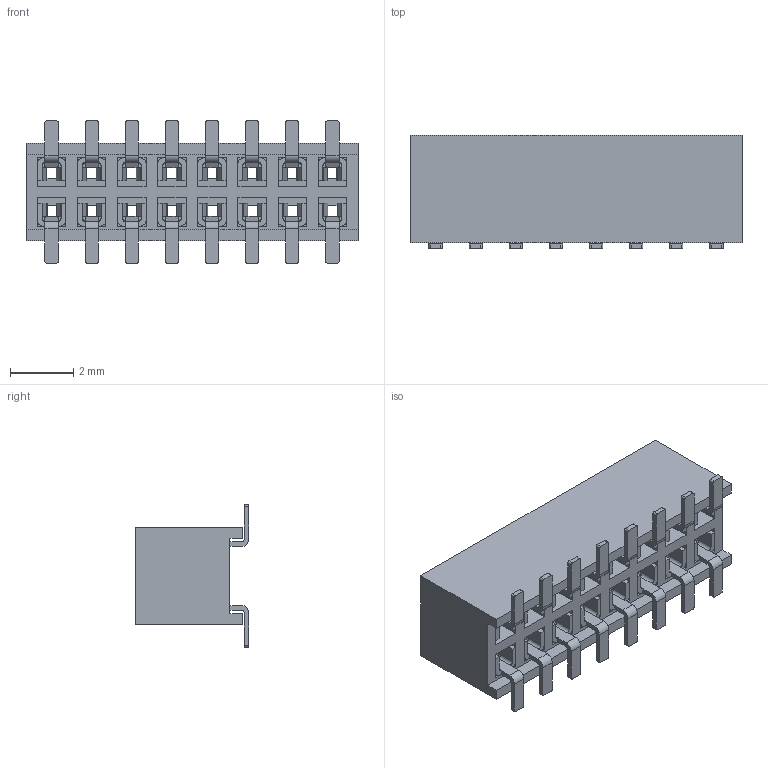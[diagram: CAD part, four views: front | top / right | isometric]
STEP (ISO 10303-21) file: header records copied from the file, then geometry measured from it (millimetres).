
FILE_DESCRIPTION((''),'2;1');
FILE_NAME('M50-312_ASM','2011-08-04T',('wbourne'),(''),'PRO/ENGINEER BY PARAMETRIC TECHNOLOGY CORPORATION, 2010280','PRO/ENGINEER BY PARAMETRIC TECHNOLOGY CORPORATION, 2010280','');
FILE_SCHEMA(('CONFIG_CONTROL_DESIGN','SHAPE_APPEARANCE_LAYERS_GROUPS'));
Length unit declared in the file: millimetre
Products named in the file (3): M50-312-MOULD; M50-312-PIN; M50-312_ASM
Assembly tree (17 placements, depth 2):
  M50-312_ASM
    M50-312-MOULD
    M50-312-PIN  x16
Bounding box: 10.51 x 3.6 x 4.5 mm (x, y, z)
Volume: 75.2 mm3; surface area: 489.3 mm2
Topology: 17 solids, 17 shells, 1402 faces, 3800 edges, 2448 vertices
Faces by surface type: plane 890, cylinder 448, torus 64
Entity records: 11092 total; most frequent: CARTESIAN_POINT 1560, ORIENTED_EDGE 1480, DIRECTION 1414, PRESENTATION_STYLE_ASSIGNMENT 742, STYLED_ITEM 742, CURVE_STYLE 740, EDGE_CURVE 740, VECTOR 674
